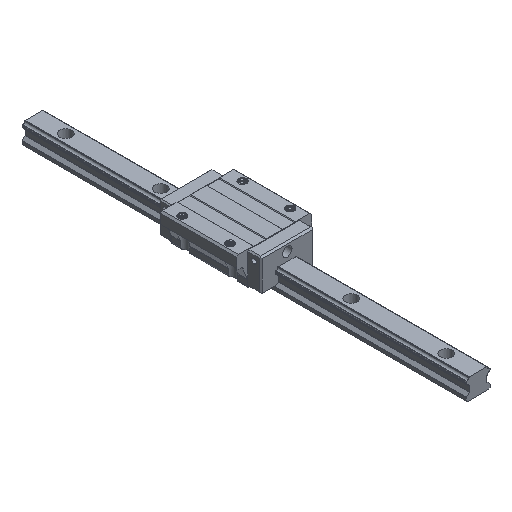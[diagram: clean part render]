
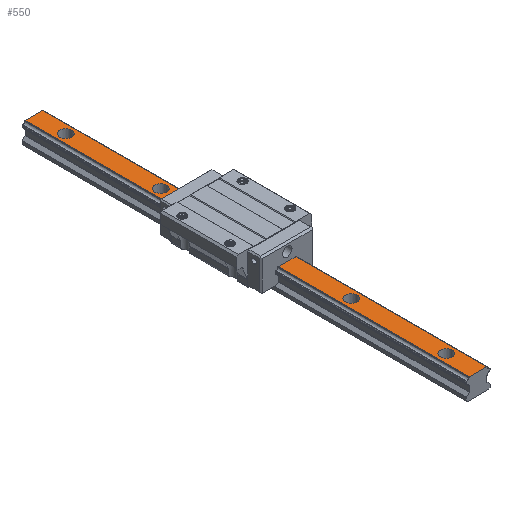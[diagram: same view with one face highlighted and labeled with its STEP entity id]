
A CAD part, isometric view. The second image highlights one B-rep face of the part: STEP entity #550.
In plain terms, the highlighted planar face has unit normal (0, 0, 1).
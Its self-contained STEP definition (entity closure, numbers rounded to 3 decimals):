
#325=FACE_BOUND('',#1027,.T.);
#326=FACE_BOUND('',#1028,.T.);
#327=FACE_BOUND('',#1029,.T.);
#328=FACE_BOUND('',#1030,.T.);
#329=FACE_BOUND('',#1031,.T.);
#330=FACE_BOUND('',#1032,.T.);
#410=CIRCLE('',#3992,3.75);
#411=CIRCLE('',#3993,3.75);
#412=CIRCLE('',#3994,3.75);
#413=CIRCLE('',#3995,3.75);
#414=CIRCLE('',#3996,3.75);
#550=ADVANCED_FACE('',(#325,#326,#327,#328,#329,#330),#749,.T.);
#749=PLANE('',#3997);
#1027=EDGE_LOOP('',(#1318));
#1028=EDGE_LOOP('',(#1319));
#1029=EDGE_LOOP('',(#1320));
#1030=EDGE_LOOP('',(#1321));
#1031=EDGE_LOOP('',(#1322));
#1032=EDGE_LOOP('',(#1323,#1324,#1325,#1326));
#1318=ORIENTED_EDGE('',*,*,#2850,.T.);
#1319=ORIENTED_EDGE('',*,*,#2851,.T.);
#1320=ORIENTED_EDGE('',*,*,#2852,.T.);
#1321=ORIENTED_EDGE('',*,*,#2853,.T.);
#1322=ORIENTED_EDGE('',*,*,#2854,.T.);
#1323=ORIENTED_EDGE('',*,*,#2848,.F.);
#1324=ORIENTED_EDGE('',*,*,#2855,.T.);
#1325=ORIENTED_EDGE('',*,*,#2812,.T.);
#1326=ORIENTED_EDGE('',*,*,#2856,.F.);
#2406=VERTEX_POINT('',#5306);
#2407=VERTEX_POINT('',#5307);
#2436=VERTEX_POINT('',#5398);
#2437=VERTEX_POINT('',#5400);
#2438=VERTEX_POINT('',#5404);
#2439=VERTEX_POINT('',#5406);
#2440=VERTEX_POINT('',#5408);
#2441=VERTEX_POINT('',#5410);
#2442=VERTEX_POINT('',#5412);
#2812=EDGE_CURVE('',#2406,#2407,#3375,.T.);
#2848=EDGE_CURVE('',#2436,#2437,#3405,.T.);
#2850=EDGE_CURVE('',#2438,#2438,#410,.T.);
#2851=EDGE_CURVE('',#2439,#2439,#411,.T.);
#2852=EDGE_CURVE('',#2440,#2440,#412,.T.);
#2853=EDGE_CURVE('',#2441,#2441,#413,.T.);
#2854=EDGE_CURVE('',#2442,#2442,#414,.T.);
#2855=EDGE_CURVE('',#2436,#2406,#3407,.T.);
#2856=EDGE_CURVE('',#2437,#2407,#3408,.T.);
#3375=LINE('',#5305,#3679);
#3405=LINE('',#5399,#3709);
#3407=LINE('',#5413,#3711);
#3408=LINE('',#5414,#3712);
#3679=VECTOR('',#4333,1.);
#3709=VECTOR('',#4381,1.);
#3711=VECTOR('',#4395,1.);
#3712=VECTOR('',#4396,1.);
#3992=AXIS2_PLACEMENT_3D('',#5403,#4385,#4386);
#3993=AXIS2_PLACEMENT_3D('',#5405,#4387,#4388);
#3994=AXIS2_PLACEMENT_3D('',#5407,#4389,#4390);
#3995=AXIS2_PLACEMENT_3D('',#5409,#4391,#4392);
#3996=AXIS2_PLACEMENT_3D('',#5411,#4393,#4394);
#3997=AXIS2_PLACEMENT_3D('',#5415,#4397,#4398);
#4333=DIRECTION('',(0.,-1.,0.));
#4381=DIRECTION('',(0.,-1.,0.));
#4385=DIRECTION('',(0.,0.,-1.));
#4386=DIRECTION('',(-1.,0.,0.));
#4387=DIRECTION('',(0.,0.,-1.));
#4388=DIRECTION('',(-1.,0.,0.));
#4389=DIRECTION('',(0.,0.,-1.));
#4390=DIRECTION('',(-1.,0.,0.));
#4391=DIRECTION('',(0.,0.,-1.));
#4392=DIRECTION('',(-1.,0.,0.));
#4393=DIRECTION('',(0.,0.,-1.));
#4394=DIRECTION('',(-1.,0.,0.));
#4395=DIRECTION('',(-1.,0.,0.));
#4396=DIRECTION('',(-1.,0.,0.));
#4397=DIRECTION('',(0.,0.,1.));
#4398=DIRECTION('',(1.,0.,0.));
#5305=CARTESIAN_POINT('',(-5.6,80.2,-11.));
#5306=CARTESIAN_POINT('',(-5.6,175.5,-11.));
#5307=CARTESIAN_POINT('',(-5.6,-104.5,-11.));
#5398=CARTESIAN_POINT('',(5.6,175.5,-11.));
#5399=CARTESIAN_POINT('',(5.6,80.2,-11.));
#5400=CARTESIAN_POINT('',(5.6,-104.5,-11.));
#5403=CARTESIAN_POINT('',(0.,155.5,-11.));
#5404=CARTESIAN_POINT('',(-3.75,155.5,-11.));
#5405=CARTESIAN_POINT('',(0.,95.5,-11.));
#5406=CARTESIAN_POINT('',(-3.75,95.5,-11.));
#5407=CARTESIAN_POINT('',(0.,35.5,-11.));
#5408=CARTESIAN_POINT('',(-3.75,35.5,-11.));
#5409=CARTESIAN_POINT('',(0.,-24.5,-11.));
#5410=CARTESIAN_POINT('',(-3.75,-24.5,-11.));
#5411=CARTESIAN_POINT('',(0.,-84.5,-11.));
#5412=CARTESIAN_POINT('',(-3.75,-84.5,-11.));
#5413=CARTESIAN_POINT('',(0.,175.5,-11.));
#5414=CARTESIAN_POINT('',(5.6,-104.5,-11.));
#5415=CARTESIAN_POINT('',(5.6,80.2,-11.));
